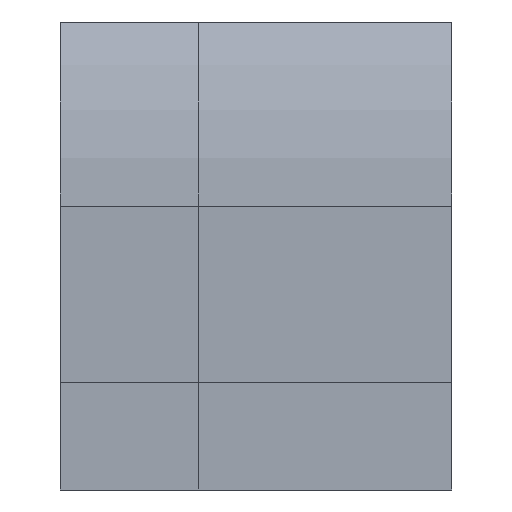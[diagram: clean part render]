
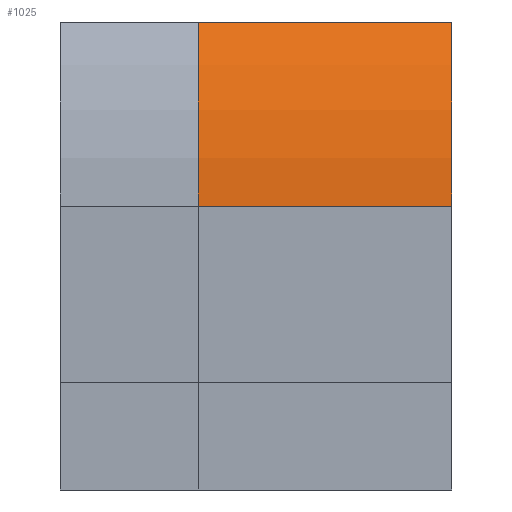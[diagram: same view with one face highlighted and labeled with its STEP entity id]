
A CAD part, left-side view. The second image highlights one B-rep face of the part: STEP entity #1025.
In plain terms, the highlighted cylindrical face has radius 22 mm (diameter 44 mm), a partial arc.
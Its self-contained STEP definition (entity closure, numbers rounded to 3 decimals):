
#22 = VERTEX_POINT('',#23);
#23 = CARTESIAN_POINT('',(-18.439,0.,12.));
#44 = CYLINDRICAL_SURFACE('',#45,22.);
#45 = AXIS2_PLACEMENT_3D('',#46,#47,#48);
#46 = CARTESIAN_POINT('',(0.,0.,0.));
#47 = DIRECTION('',(0.,-1.,0.));
#48 = DIRECTION('',(1.,0.,0.));
#126 = PLANE('',#127);
#127 = AXIS2_PLACEMENT_3D('',#128,#129,#130);
#128 = CARTESIAN_POINT('',(-18.439,0.,12.));
#129 = DIRECTION('',(0.,0.,1.));
#130 = DIRECTION('',(1.,0.,0.));
#171 = VERTEX_POINT('',#172);
#172 = CARTESIAN_POINT('',(-22.,0.,0.));
#198 = EDGE_CURVE('',#22,#171,#199,.T.);
#199 = SURFACE_CURVE('',#200,(#205,#212),.PCURVE_S1.);
#200 = CIRCLE('',#201,22.);
#201 = AXIS2_PLACEMENT_3D('',#202,#203,#204);
#202 = CARTESIAN_POINT('',(0.,0.,0.));
#203 = DIRECTION('',(0.,-1.,0.));
#204 = DIRECTION('',(1.,0.,0.));
#205 = PCURVE('',#44,#206);
#206 = DEFINITIONAL_REPRESENTATION('',(#207),#211);
#207 = LINE('',#208,#209);
#208 = CARTESIAN_POINT('',(0.,0.));
#209 = VECTOR('',#210,1.);
#210 = DIRECTION('',(1.,0.));
#211 = ( GEOMETRIC_REPRESENTATION_CONTEXT(2) 
PARAMETRIC_REPRESENTATION_CONTEXT() REPRESENTATION_CONTEXT('2D SPACE',''
  ) );
#212 = PCURVE('',#213,#218);
#213 = CYLINDRICAL_SURFACE('',#214,22.);
#214 = AXIS2_PLACEMENT_3D('',#215,#216,#217);
#215 = CARTESIAN_POINT('',(0.,0.,0.));
#216 = DIRECTION('',(0.,1.,0.));
#217 = DIRECTION('',(1.,0.,0.));
#218 = DEFINITIONAL_REPRESENTATION('',(#219),#223);
#219 = LINE('',#220,#221);
#220 = CARTESIAN_POINT('',(-0.,0.));
#221 = VECTOR('',#222,1.);
#222 = DIRECTION('',(-1.,0.));
#223 = ( GEOMETRIC_REPRESENTATION_CONTEXT(2) 
PARAMETRIC_REPRESENTATION_CONTEXT() REPRESENTATION_CONTEXT('2D SPACE',''
  ) );
#315 = EDGE_CURVE('',#22,#316,#318,.T.);
#316 = VERTEX_POINT('',#317);
#317 = CARTESIAN_POINT('',(-18.439,-16.5,12.));
#318 = SURFACE_CURVE('',#319,(#323,#330),.PCURVE_S1.);
#319 = LINE('',#320,#321);
#320 = CARTESIAN_POINT('',(-18.439,0.,12.));
#321 = VECTOR('',#322,1.);
#322 = DIRECTION('',(0.,-1.,0.));
#323 = PCURVE('',#126,#324);
#324 = DEFINITIONAL_REPRESENTATION('',(#325),#329);
#325 = LINE('',#326,#327);
#326 = CARTESIAN_POINT('',(0.,0.));
#327 = VECTOR('',#328,1.);
#328 = DIRECTION('',(0.,-1.));
#329 = ( GEOMETRIC_REPRESENTATION_CONTEXT(2) 
PARAMETRIC_REPRESENTATION_CONTEXT() REPRESENTATION_CONTEXT('2D SPACE',''
  ) );
#330 = PCURVE('',#213,#331);
#331 = DEFINITIONAL_REPRESENTATION('',(#332),#336);
#332 = LINE('',#333,#334);
#333 = CARTESIAN_POINT('',(-2.565,0.));
#334 = VECTOR('',#335,1.);
#335 = DIRECTION('',(-0.,-1.));
#336 = ( GEOMETRIC_REPRESENTATION_CONTEXT(2) 
PARAMETRIC_REPRESENTATION_CONTEXT() REPRESENTATION_CONTEXT('2D SPACE',''
  ) );
#354 = PLANE('',#355);
#355 = AXIS2_PLACEMENT_3D('',#356,#357,#358);
#356 = CARTESIAN_POINT('',(-4.199,-16.5,-11.325));
#357 = DIRECTION('',(0.,1.,0.));
#358 = DIRECTION('',(0.,0.,1.));
#1014 = PLANE('',#1015);
#1015 = AXIS2_PLACEMENT_3D('',#1016,#1017,#1018);
#1016 = CARTESIAN_POINT('',(-22.,0.,0.));
#1017 = DIRECTION('',(1.,0.,0.));
#1018 = DIRECTION('',(0.,0.,-1.));
#1025 = ADVANCED_FACE('',(#1026),#213,.T.);
#1026 = FACE_BOUND('',#1027,.F.);
#1027 = EDGE_LOOP('',(#1028,#1029,#1057,#1078));
#1028 = ORIENTED_EDGE('',*,*,#315,.T.);
#1029 = ORIENTED_EDGE('',*,*,#1030,.T.);
#1030 = EDGE_CURVE('',#316,#1031,#1033,.T.);
#1031 = VERTEX_POINT('',#1032);
#1032 = CARTESIAN_POINT('',(-22.,-16.5,0.));
#1033 = SURFACE_CURVE('',#1034,(#1039,#1046),.PCURVE_S1.);
#1034 = CIRCLE('',#1035,22.);
#1035 = AXIS2_PLACEMENT_3D('',#1036,#1037,#1038);
#1036 = CARTESIAN_POINT('',(0.,-16.5,0.));
#1037 = DIRECTION('',(0.,-1.,0.));
#1038 = DIRECTION('',(1.,0.,0.));
#1039 = PCURVE('',#213,#1040);
#1040 = DEFINITIONAL_REPRESENTATION('',(#1041),#1045);
#1041 = LINE('',#1042,#1043);
#1042 = CARTESIAN_POINT('',(-0.,-16.5));
#1043 = VECTOR('',#1044,1.);
#1044 = DIRECTION('',(-1.,0.));
#1045 = ( GEOMETRIC_REPRESENTATION_CONTEXT(2) 
PARAMETRIC_REPRESENTATION_CONTEXT() REPRESENTATION_CONTEXT('2D SPACE',''
  ) );
#1046 = PCURVE('',#354,#1047);
#1047 = DEFINITIONAL_REPRESENTATION('',(#1048),#1056);
#1048 = ( BOUNDED_CURVE() B_SPLINE_CURVE(2,(#1049,#1050,#1051,#1052,
#1053,#1054,#1055),.UNSPECIFIED.,.T.,.F.) B_SPLINE_CURVE_WITH_KNOTS((1,2
    ,2,2,2,1),(-2.094,0.,2.094,4.189,
6.283,8.378),.UNSPECIFIED.) CURVE() 
GEOMETRIC_REPRESENTATION_ITEM() RATIONAL_B_SPLINE_CURVE((1.,0.5,1.,0.5,
1.,0.5,1.)) REPRESENTATION_ITEM('') );
#1049 = CARTESIAN_POINT('',(11.325,26.199));
#1050 = CARTESIAN_POINT('',(49.43,26.199));
#1051 = CARTESIAN_POINT('',(30.378,-6.801));
#1052 = CARTESIAN_POINT('',(11.325,-39.801));
#1053 = CARTESIAN_POINT('',(-7.727,-6.801));
#1054 = CARTESIAN_POINT('',(-26.78,26.199));
#1055 = CARTESIAN_POINT('',(11.325,26.199));
#1056 = ( GEOMETRIC_REPRESENTATION_CONTEXT(2) 
PARAMETRIC_REPRESENTATION_CONTEXT() REPRESENTATION_CONTEXT('2D SPACE',''
  ) );
#1057 = ORIENTED_EDGE('',*,*,#1058,.F.);
#1058 = EDGE_CURVE('',#171,#1031,#1059,.T.);
#1059 = SURFACE_CURVE('',#1060,(#1064,#1071),.PCURVE_S1.);
#1060 = LINE('',#1061,#1062);
#1061 = CARTESIAN_POINT('',(-22.,0.,0.));
#1062 = VECTOR('',#1063,1.);
#1063 = DIRECTION('',(0.,-1.,0.));
#1064 = PCURVE('',#213,#1065);
#1065 = DEFINITIONAL_REPRESENTATION('',(#1066),#1070);
#1066 = LINE('',#1067,#1068);
#1067 = CARTESIAN_POINT('',(-3.142,0.));
#1068 = VECTOR('',#1069,1.);
#1069 = DIRECTION('',(-0.,-1.));
#1070 = ( GEOMETRIC_REPRESENTATION_CONTEXT(2) 
PARAMETRIC_REPRESENTATION_CONTEXT() REPRESENTATION_CONTEXT('2D SPACE',''
  ) );
#1071 = PCURVE('',#1014,#1072);
#1072 = DEFINITIONAL_REPRESENTATION('',(#1073),#1077);
#1073 = LINE('',#1074,#1075);
#1074 = CARTESIAN_POINT('',(0.,0.));
#1075 = VECTOR('',#1076,1.);
#1076 = DIRECTION('',(0.,-1.));
#1077 = ( GEOMETRIC_REPRESENTATION_CONTEXT(2) 
PARAMETRIC_REPRESENTATION_CONTEXT() REPRESENTATION_CONTEXT('2D SPACE',''
  ) );
#1078 = ORIENTED_EDGE('',*,*,#198,.F.);
